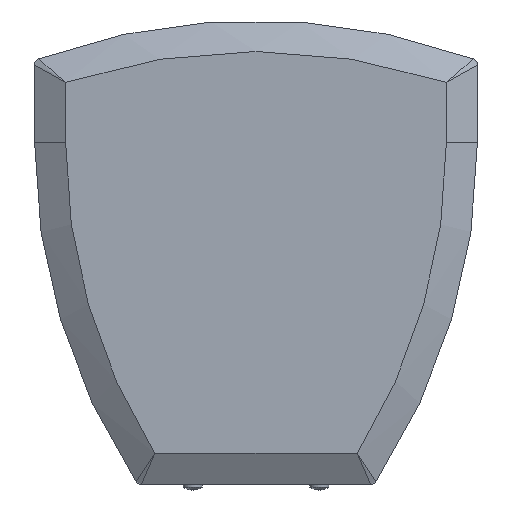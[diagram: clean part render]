
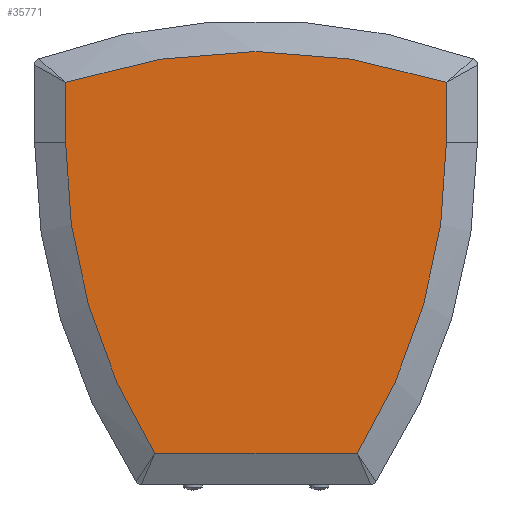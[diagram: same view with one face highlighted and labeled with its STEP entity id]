
A CAD part, front view. The second image highlights one B-rep face of the part: STEP entity #35771.
In plain terms, the highlighted planar face has unit normal (0, -1, 0).
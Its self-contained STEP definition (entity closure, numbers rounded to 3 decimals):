
#3200=FACE_OUTER_BOUND('',#5289,.T.);
#5289=EDGE_LOOP('',(#25414,#25415,#25416,#25417,#25418,#25419));
#8050=LINE('',#50655,#11508);
#8051=LINE('',#50659,#11509);
#8052=LINE('',#50662,#11510);
#11508=VECTOR('',#41427,10.);
#11509=VECTOR('',#41430,10.);
#11510=VECTOR('',#41433,10.);
#14294=CIRCLE('',#37979,284.909);
#14319=CIRCLE('',#38015,277.573);
#14320=CIRCLE('',#38016,277.573);
#15394=VERTEX_POINT('',#50547);
#15396=VERTEX_POINT('',#50551);
#15436=VERTEX_POINT('',#50654);
#15437=VERTEX_POINT('',#50656);
#15438=VERTEX_POINT('',#50658);
#15439=VERTEX_POINT('',#50660);
#19214=EDGE_CURVE('',#15396,#15394,#14294,.T.);
#19265=EDGE_CURVE('',#15436,#15396,#8050,.T.);
#19266=EDGE_CURVE('',#15436,#15437,#14319,.T.);
#19267=EDGE_CURVE('',#15437,#15438,#8051,.T.);
#19268=EDGE_CURVE('',#15439,#15438,#14320,.T.);
#19269=EDGE_CURVE('',#15439,#15394,#8052,.T.);
#25414=ORIENTED_EDGE('',*,*,#19265,.F.);
#25415=ORIENTED_EDGE('',*,*,#19266,.T.);
#25416=ORIENTED_EDGE('',*,*,#19267,.T.);
#25417=ORIENTED_EDGE('',*,*,#19268,.F.);
#25418=ORIENTED_EDGE('',*,*,#19269,.T.);
#25419=ORIENTED_EDGE('',*,*,#19214,.F.);
#34497=PLANE('',#38014);
#35771=ADVANCED_FACE('',(#3200),#34497,.T.);
#37979=AXIS2_PLACEMENT_3D('',#50553,#41329,#41330);
#38014=AXIS2_PLACEMENT_3D('',#50653,#41425,#41426);
#38015=AXIS2_PLACEMENT_3D('',#50657,#41428,#41429);
#38016=AXIS2_PLACEMENT_3D('',#50661,#41431,#41432);
#41329=DIRECTION('center_axis',(0.,1.,0.));
#41330=DIRECTION('ref_axis',(-0.707,0.,0.707));
#41425=DIRECTION('center_axis',(0.,-1.,0.));
#41426=DIRECTION('ref_axis',(0.,0.,-1.));
#41427=DIRECTION('',(0.,0.,1.));
#41428=DIRECTION('center_axis',(0.,-1.,0.));
#41429=DIRECTION('ref_axis',(-1.,0.,0.));
#41430=DIRECTION('',(1.,0.,0.));
#41431=DIRECTION('center_axis',(0.,1.,0.));
#41432=DIRECTION('ref_axis',(1.,0.,0.));
#41433=DIRECTION('',(0.,0.,1.));
#50547=CARTESIAN_POINT('',(90.278,0.,80.596));
#50551=CARTESIAN_POINT('',(-90.278,0.,80.596));
#50553=CARTESIAN_POINT('Origin',(0.,0.,-189.631));
#50653=CARTESIAN_POINT('Origin',(0.,0.,3.03));
#50654=CARTESIAN_POINT('',(-90.278,0.,52.));
#50655=CARTESIAN_POINT('',(-90.278,0.,52.));
#50656=CARTESIAN_POINT('',(-47.983,0.,-95.278));
#50657=CARTESIAN_POINT('Origin',(187.295,0.,
52.));
#50658=CARTESIAN_POINT('',(47.983,0.,-95.278));
#50659=CARTESIAN_POINT('',(0.,0.,-95.278));
#50660=CARTESIAN_POINT('',(90.278,0.,52.));
#50661=CARTESIAN_POINT('Origin',(-187.295,0.,
52.));
#50662=CARTESIAN_POINT('',(90.278,0.,52.));
